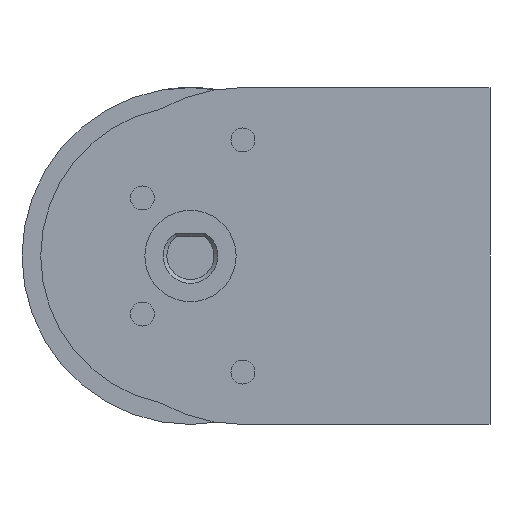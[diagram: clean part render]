
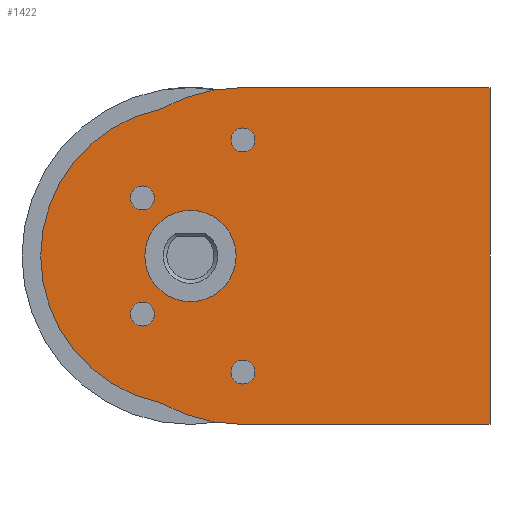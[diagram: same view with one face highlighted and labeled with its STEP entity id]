
A CAD part, front view. The second image highlights one B-rep face of the part: STEP entity #1422.
In plain terms, the highlighted planar face has unit normal (0, -1, 0).
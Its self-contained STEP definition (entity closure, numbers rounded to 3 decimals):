
#35=FACE_BOUND('',#357,.T.);
#36=FACE_BOUND('',#358,.T.);
#37=FACE_BOUND('',#359,.T.);
#38=FACE_BOUND('',#360,.T.);
#39=FACE_BOUND('',#361,.T.);
#146=CIRCLE('',#1559,1.6);
#147=CIRCLE('',#1561,1.6);
#148=CIRCLE('',#1563,1.6);
#149=CIRCLE('',#1565,1.6);
#150=CIRCLE('',#1567,6.1);
#153=CIRCLE('',#1571,22.5);
#155=CIRCLE('',#1576,22.5);
#157=CIRCLE('',#1579,20.);
#264=FACE_OUTER_BOUND('',#356,.T.);
#356=EDGE_LOOP('',(#1258,#1259,#1260,#1261,#1262,#1263));
#357=EDGE_LOOP('',(#1264));
#358=EDGE_LOOP('',(#1265));
#359=EDGE_LOOP('',(#1266));
#360=EDGE_LOOP('',(#1267));
#361=EDGE_LOOP('',(#1268));
#457=LINE('',#3170,#552);
#474=LINE('',#3247,#569);
#476=LINE('',#3252,#571);
#552=VECTOR('',#1826,10.);
#569=VECTOR('',#1915,10.);
#571=VECTOR('',#1919,10.);
#670=VERTEX_POINT('',#3167);
#671=VERTEX_POINT('',#3169);
#686=VERTEX_POINT('',#3215);
#687=VERTEX_POINT('',#3219);
#688=VERTEX_POINT('',#3223);
#689=VERTEX_POINT('',#3227);
#690=VERTEX_POINT('',#3231);
#694=VERTEX_POINT('',#3240);
#695=VERTEX_POINT('',#3242);
#697=VERTEX_POINT('',#3251);
#699=VERTEX_POINT('',#3257);
#849=EDGE_CURVE('',#670,#671,#457,.T.);
#870=EDGE_CURVE('',#686,#686,#146,.T.);
#872=EDGE_CURVE('',#687,#687,#147,.T.);
#874=EDGE_CURVE('',#688,#688,#148,.T.);
#876=EDGE_CURVE('',#689,#689,#149,.T.);
#878=EDGE_CURVE('',#690,#690,#150,.T.);
#883=EDGE_CURVE('',#695,#694,#153,.T.);
#886=EDGE_CURVE('',#695,#670,#474,.T.);
#888=EDGE_CURVE('',#697,#671,#476,.T.);
#891=EDGE_CURVE('',#699,#697,#155,.T.);
#894=EDGE_CURVE('',#694,#699,#157,.T.);
#1258=ORIENTED_EDGE('',*,*,#894,.T.);
#1259=ORIENTED_EDGE('',*,*,#891,.T.);
#1260=ORIENTED_EDGE('',*,*,#888,.T.);
#1261=ORIENTED_EDGE('',*,*,#849,.F.);
#1262=ORIENTED_EDGE('',*,*,#886,.F.);
#1263=ORIENTED_EDGE('',*,*,#883,.T.);
#1264=ORIENTED_EDGE('',*,*,#878,.T.);
#1265=ORIENTED_EDGE('',*,*,#876,.T.);
#1266=ORIENTED_EDGE('',*,*,#874,.T.);
#1267=ORIENTED_EDGE('',*,*,#872,.T.);
#1268=ORIENTED_EDGE('',*,*,#870,.T.);
#1344=PLANE('',#1580);
#1422=ADVANCED_FACE('',(#264,#35,#36,#37,#38,#39),#1344,.T.);
#1559=AXIS2_PLACEMENT_3D('',#3216,#1879,#1880);
#1561=AXIS2_PLACEMENT_3D('',#3220,#1884,#1885);
#1563=AXIS2_PLACEMENT_3D('',#3224,#1889,#1890);
#1565=AXIS2_PLACEMENT_3D('',#3228,#1894,#1895);
#1567=AXIS2_PLACEMENT_3D('',#3232,#1899,#1900);
#1571=AXIS2_PLACEMENT_3D('',#3243,#1909,#1910);
#1576=AXIS2_PLACEMENT_3D('',#3258,#1925,#1926);
#1579=AXIS2_PLACEMENT_3D('',#3262,#1932,#1933);
#1580=AXIS2_PLACEMENT_3D('',#3263,#1934,#1935);
#1826=DIRECTION('',(0.,0.,-1.));
#1879=DIRECTION('center_axis',(0.,1.,0.));
#1880=DIRECTION('ref_axis',(0.,0.,1.));
#1884=DIRECTION('center_axis',(0.,1.,0.));
#1885=DIRECTION('ref_axis',(0.,0.,1.));
#1889=DIRECTION('center_axis',(0.,1.,0.));
#1890=DIRECTION('ref_axis',(0.,0.,1.));
#1894=DIRECTION('center_axis',(0.,1.,0.));
#1895=DIRECTION('ref_axis',(0.,0.,1.));
#1899=DIRECTION('center_axis',(0.,1.,0.));
#1900=DIRECTION('ref_axis',(0.,0.,1.));
#1909=DIRECTION('center_axis',(0.,-1.,0.));
#1910=DIRECTION('ref_axis',(0.,0.,1.));
#1915=DIRECTION('',(1.,0.,0.));
#1919=DIRECTION('',(1.,0.,0.));
#1925=DIRECTION('center_axis',(0.,-1.,0.));
#1926=DIRECTION('ref_axis',(0.,0.,1.));
#1932=DIRECTION('center_axis',(0.,-1.,0.));
#1933=DIRECTION('ref_axis',(0.,0.,1.));
#1934=DIRECTION('center_axis',(0.,-1.,0.));
#1935=DIRECTION('ref_axis',(0.,0.,1.));
#3167=CARTESIAN_POINT('',(40.,-23.,22.5));
#3169=CARTESIAN_POINT('',(40.,-23.,-22.5));
#3170=CARTESIAN_POINT('',(40.,-23.,-22.5));
#3215=CARTESIAN_POINT('',(7.,-23.,-17.1));
#3216=CARTESIAN_POINT('Origin',(7.,-23.,-15.5));
#3219=CARTESIAN_POINT('',(-6.423,-23.,6.15));
#3220=CARTESIAN_POINT('Origin',(-6.423,-23.,7.75));
#3223=CARTESIAN_POINT('',(7.,-23.,13.9));
#3224=CARTESIAN_POINT('Origin',(7.,-23.,15.5));
#3227=CARTESIAN_POINT('',(-6.423,-23.,-9.35));
#3228=CARTESIAN_POINT('Origin',(-6.423,-23.,-7.75));
#3231=CARTESIAN_POINT('',(0.,-23.,-6.1));
#3232=CARTESIAN_POINT('Origin',(0.,-23.,0.));
#3240=CARTESIAN_POINT('',(-4.089,-23.,19.577));
#3242=CARTESIAN_POINT('',(7.,-23.,22.5));
#3243=CARTESIAN_POINT('Origin',(7.,-23.,0.));
#3247=CARTESIAN_POINT('',(30.,-23.,22.5));
#3251=CARTESIAN_POINT('',(7.,-23.,-22.5));
#3252=CARTESIAN_POINT('',(30.,-23.,-22.5));
#3257=CARTESIAN_POINT('',(-4.089,-23.,-19.577));
#3258=CARTESIAN_POINT('Origin',(7.,-23.,0.));
#3262=CARTESIAN_POINT('Origin',(0.,-23.,0.));
#3263=CARTESIAN_POINT('Origin',(4.75,-23.,0.));
